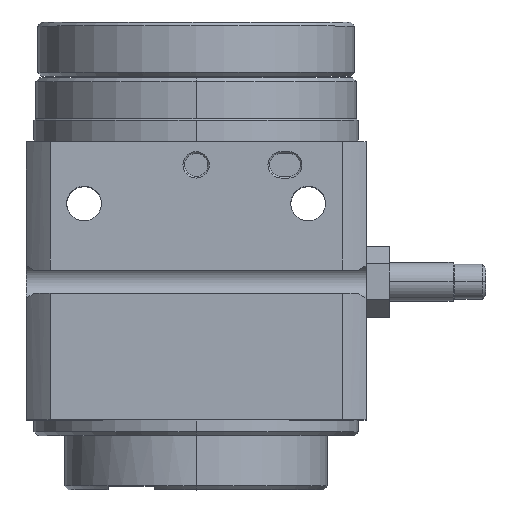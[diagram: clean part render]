
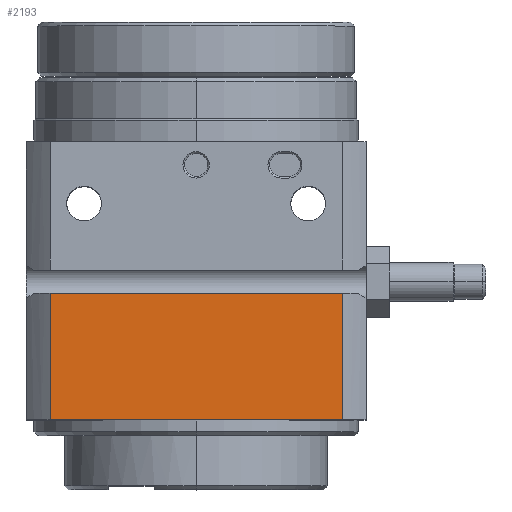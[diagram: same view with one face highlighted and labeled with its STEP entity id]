
A CAD part, top view. The second image highlights one B-rep face of the part: STEP entity #2193.
In plain terms, the highlighted planar face has unit normal (0, 0, 1).
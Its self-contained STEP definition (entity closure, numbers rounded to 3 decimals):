
#2108 = VERTEX_POINT ( 'NONE', #7207 ) ;
#2169 = VERTEX_POINT ( 'NONE', #7310 ) ;
#2171 = EDGE_CURVE ( 'NONE', #2108, #2169, #7309, .T. ) ;
#2183 = VERTEX_POINT ( 'NONE', #7341 ) ;
#2192 = EDGE_CURVE ( 'NONE', #2183, #2108, #7327, .T. ) ;
#2193 = ADVANCED_FACE ( 'NONE', ( #7323 ), #7322, .F. ) ;
#2194 = EDGE_LOOP ( 'NONE', ( #2250, #2253, #2255, #2256 ) ) ;
#2250 = ORIENTED_EDGE ( 'NONE', *, *, #2251, .F. ) ;
#2251 = EDGE_CURVE ( 'NONE', #2252, #2169, #7417, .T. ) ;
#2252 = VERTEX_POINT ( 'NONE', #7479 ) ;
#2253 = ORIENTED_EDGE ( 'NONE', *, *, #2254, .T. ) ;
#2254 = EDGE_CURVE ( 'NONE', #2252, #2183, #7478, .T. ) ;
#2255 = ORIENTED_EDGE ( 'NONE', *, *, #2192, .T. ) ;
#2256 = ORIENTED_EDGE ( 'NONE', *, *, #2171, .T. ) ;
#7207 = CARTESIAN_POINT ( 'NONE',  ( -18.894, 0., 22. ) ) ;
#7306 = DIRECTION ( 'NONE',  ( 1., 0., 0. ) ) ;
#7307 = VECTOR ( 'NONE', #7306, 1000. ) ;
#7308 = CARTESIAN_POINT ( 'NONE',  ( -18.894, 0., 22. ) ) ;
#7309 = LINE ( 'NONE', #7308, #7307 ) ;
#7310 = CARTESIAN_POINT ( 'NONE',  ( 18.894, 0., 22. ) ) ;
#7318 = DIRECTION ( 'NONE',  ( -1., 0., 0. ) ) ;
#7319 = DIRECTION ( 'NONE',  ( 0., 0., -1. ) ) ;
#7320 = CARTESIAN_POINT ( 'NONE',  ( -18.894, 36., 22. ) ) ;
#7321 = AXIS2_PLACEMENT_3D ( 'NONE', #7320, #7319, #7318 ) ;
#7322 = PLANE ( 'NONE',  #7321 ) ;
#7323 = FACE_OUTER_BOUND ( 'NONE', #2194, .T. ) ;
#7324 = DIRECTION ( 'NONE',  ( 0., -1., 0. ) ) ;
#7325 = VECTOR ( 'NONE', #7324, 1000. ) ;
#7326 = CARTESIAN_POINT ( 'NONE',  ( -18.894, 36., 22. ) ) ;
#7327 = LINE ( 'NONE', #7326, #7325 ) ;
#7341 = CARTESIAN_POINT ( 'NONE',  ( -18.894, 16.4, 22. ) ) ;
#7414 = DIRECTION ( 'NONE',  ( 0., -1., 0. ) ) ;
#7415 = VECTOR ( 'NONE', #7414, 1000. ) ;
#7416 = CARTESIAN_POINT ( 'NONE',  ( 18.894, 36., 22. ) ) ;
#7417 = LINE ( 'NONE', #7416, #7415 ) ;
#7475 = DIRECTION ( 'NONE',  ( -1., 0., 0. ) ) ;
#7476 = VECTOR ( 'NONE', #7475, 1000. ) ;
#7477 = CARTESIAN_POINT ( 'NONE',  ( 22., 16.4, 22. ) ) ;
#7478 = LINE ( 'NONE', #7477, #7476 ) ;
#7479 = CARTESIAN_POINT ( 'NONE',  ( 18.894, 16.4, 22. ) ) ;
